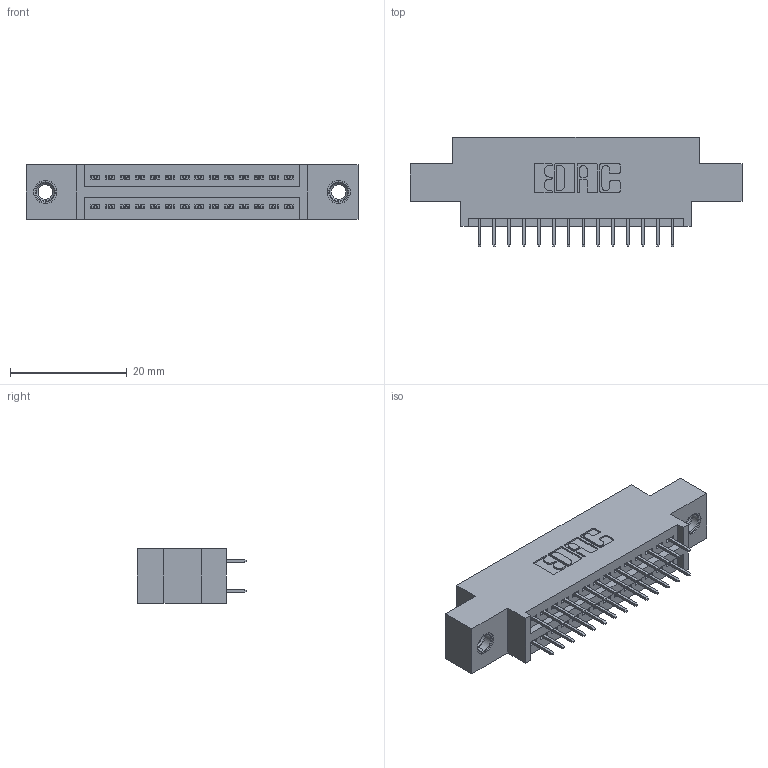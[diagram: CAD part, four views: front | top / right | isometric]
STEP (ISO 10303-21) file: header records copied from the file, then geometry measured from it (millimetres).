
FILE_DESCRIPTION (( 'STEP AP203' ), '1' );
FILE_NAME ('895-028-525-807.STEP', '2020-09-25T16:51:38', ( '' ), ( '' ), 'SwSTEP 2.0', 'SolidWorks 2020', '' );
FILE_SCHEMA (( 'CONFIG_CONTROL_DESIGN' ));
Length unit declared in the file: inch
Products named in the file (4): 345-250-001_345-250-005-103; 845 Part_0.170 Offset - 0.156 Dia-TI; 895-028-525-807; 345-292-001_345-293-125
Assembly tree (31 placements, depth 2):
  895-028-525-807
    845 Part_0.170 Offset - 0.156 Dia-TI
    345-292-001_345-293-125  x28
    345-250-001_345-250-005-103  x2
Bounding box: 56.77 x 18.72 x 9.4 mm (x, y, z)
Volume: 5081.7 mm3; surface area: 7001.8 mm2
Topology: 31 solids, 31 shells, 1702 faces, 4773 edges, 3062 vertices
Faces by surface type: plane 1208, cylinder 478, cone 12, torus 4
Entity records: 16146 total; most frequent: CARTESIAN_POINT 2715, ORIENTED_EDGE 2642, DIRECTION 2455, EDGE_CURVE 1321, VECTOR 1117, LINE 1117, VERTEX_POINT 872, AXIS2_PLACEMENT_3D 669
